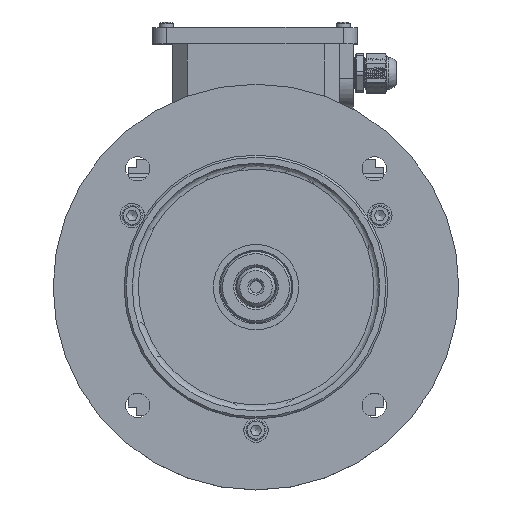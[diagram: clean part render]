
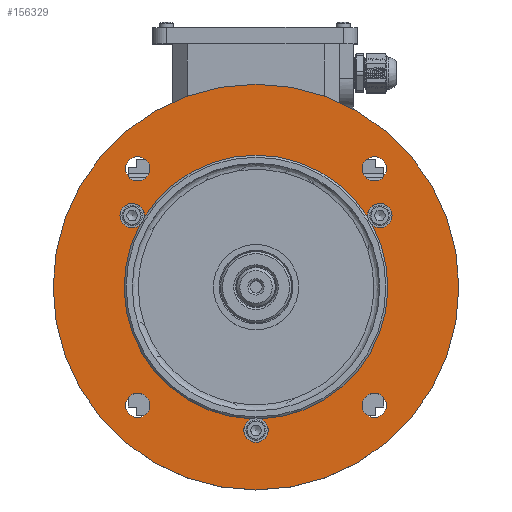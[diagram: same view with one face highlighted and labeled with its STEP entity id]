
A CAD part, top view. The second image highlights one B-rep face of the part: STEP entity #156329.
In plain terms, the highlighted planar face has unit normal (0, 0, 1).
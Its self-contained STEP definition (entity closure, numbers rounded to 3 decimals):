
#156013=CARTESIAN_POINT('',(-38.694,-22.151,-108.891));
#156014=VERTEX_POINT('',#156013);
#156015=CARTESIAN_POINT('',(-38.694,77.849,-108.891));
#156016=DIRECTION('',(0.,0.0,-1.0));
#156017=DIRECTION('',(-0.0,-1.0,-0.0));
#156018=AXIS2_PLACEMENT_3D('',#156015,#156016,#156017);
#156019=CIRCLE('',#156018,100.0);
#156020=EDGE_CURVE('n� 6',#156014,#156014,#156019,.T.);
#156033=CARTESIAN_POINT('',(19.642,130.185,-108.892));
#156034=VERTEX_POINT('',#156033);
#156035=CARTESIAN_POINT('',(19.642,136.185,-108.892));
#156036=DIRECTION('',(0.,-0.0,1.0));
#156037=DIRECTION('',(-0.0,-1.0,-0.0));
#156038=AXIS2_PLACEMENT_3D('',#156035,#156036,#156037);
#156039=CIRCLE('',#156038,6.0);
#156040=EDGE_CURVE('n� 13',#156034,#156034,#156039,.T.);
#156053=CARTESIAN_POINT('',(19.642,13.512,-108.892));
#156054=VERTEX_POINT('',#156053);
#156055=CARTESIAN_POINT('',(19.642,19.512,-108.892));
#156056=DIRECTION('',(0.,-0.0,1.0));
#156057=DIRECTION('',(-0.0,-1.0,-0.0));
#156058=AXIS2_PLACEMENT_3D('',#156055,#156056,#156057);
#156059=CIRCLE('',#156058,6.0);
#156060=EDGE_CURVE('n� 18',#156054,#156054,#156059,.T.);
#156070=CARTESIAN_POINT('',(18.713,108.335,-108.892));
#156071=VERTEX_POINT('',#156070);
#156079=CARTESIAN_POINT('',(-36.392,12.889,-108.891));
#156080=VERTEX_POINT('',#156079);
#156087=CARTESIAN_POINT('',(-38.694,77.849,-108.891));
#156088=DIRECTION('',(0.,-0.0,1.0));
#156089=DIRECTION('',(-0.0,-1.0,-0.0));
#156090=AXIS2_PLACEMENT_3D('',#156087,#156088,#156089);
#156091=CIRCLE('',#156090,65.0);
#156092=EDGE_CURVE('n� 26',#156080,#156071,#156091,.T.);
#156102=CARTESIAN_POINT('',(16.411,112.322,-108.892));
#156103=VERTEX_POINT('',#156102);
#156112=CARTESIAN_POINT('',(22.36,113.099,-108.892));
#156113=DIRECTION('',(0.,-0.0,1.0));
#156114=DIRECTION('',(-0.0,-1.0,-0.0));
#156115=AXIS2_PLACEMENT_3D('',#156112,#156113,#156114);
#156116=CIRCLE('',#156115,6.0);
#156117=EDGE_CURVE('n� 30',#156071,#156103,#156116,.T.);
#156132=CARTESIAN_POINT('',(-93.8,112.322,-108.891));
#156133=VERTEX_POINT('',#156132);
#156134=CARTESIAN_POINT('',(-38.694,77.849,-108.891));
#156135=DIRECTION('',(0.,-0.0,1.0));
#156136=DIRECTION('',(-0.0,-1.0,-0.0));
#156137=AXIS2_PLACEMENT_3D('',#156134,#156135,#156136);
#156138=CIRCLE('',#156137,65.0);
#156139=EDGE_CURVE('n� 34',#156103,#156133,#156138,.T.);
#156155=CARTESIAN_POINT('',(-96.102,108.335,-108.891));
#156156=VERTEX_POINT('',#156155);
#156165=CARTESIAN_POINT('',(-99.749,113.099,-108.891));
#156166=DIRECTION('',(0.,-0.0,1.0));
#156167=DIRECTION('',(-0.0,-1.0,-0.0));
#156168=AXIS2_PLACEMENT_3D('',#156165,#156166,#156167);
#156169=CIRCLE('',#156168,6.0);
#156170=EDGE_CURVE('n� 38',#156133,#156156,#156169,.T.);
#156184=CARTESIAN_POINT('',(-40.997,12.889,-108.891));
#156185=VERTEX_POINT('',#156184);
#156186=CARTESIAN_POINT('',(-38.694,77.849,-108.891));
#156187=DIRECTION('',(0.,-0.0,1.0));
#156188=DIRECTION('',(-0.0,-1.0,-0.0));
#156189=AXIS2_PLACEMENT_3D('',#156186,#156187,#156188);
#156190=CIRCLE('',#156189,65.0);
#156191=EDGE_CURVE('n� 42',#156156,#156185,#156190,.T.);
#156216=CARTESIAN_POINT('',(-38.694,1.349,-108.891));
#156217=VERTEX_POINT('',#156216);
#156218=CARTESIAN_POINT('',(-38.694,7.349,-108.891));
#156219=DIRECTION('',(0.,-0.0,1.0));
#156220=DIRECTION('',(-0.0,-1.0,-0.0));
#156221=AXIS2_PLACEMENT_3D('',#156218,#156219,#156220);
#156222=CIRCLE('',#156221,6.0);
#156223=EDGE_CURVE('n� 46',#156185,#156217,#156222,.T.);
#156241=CARTESIAN_POINT('',(-38.694,7.349,-108.891));
#156242=DIRECTION('',(0.,-0.0,1.0));
#156243=DIRECTION('',(-0.0,-1.0,-0.0));
#156244=AXIS2_PLACEMENT_3D('',#156241,#156242,#156243);
#156245=CIRCLE('',#156244,6.0);
#156246=EDGE_CURVE('n� 49',#156217,#156080,#156245,.T.);
#156263=CARTESIAN_POINT('',(-97.031,130.185,-108.891));
#156264=VERTEX_POINT('',#156263);
#156265=CARTESIAN_POINT('',(-97.031,136.185,-108.891));
#156266=DIRECTION('',(0.,-0.0,1.0));
#156267=DIRECTION('',(-0.0,-1.0,-0.0));
#156268=AXIS2_PLACEMENT_3D('',#156265,#156266,#156267);
#156269=CIRCLE('',#156268,6.0);
#156270=EDGE_CURVE('n� 60',#156264,#156264,#156269,.T.);
#156283=CARTESIAN_POINT('',(-97.031,13.512,-108.891));
#156284=VERTEX_POINT('',#156283);
#156285=CARTESIAN_POINT('',(-97.031,19.512,-108.891));
#156286=DIRECTION('',(0.,-0.0,1.0));
#156287=DIRECTION('',(-0.0,-1.0,-0.0));
#156288=AXIS2_PLACEMENT_3D('',#156285,#156286,#156287);
#156289=CIRCLE('',#156288,6.0);
#156290=EDGE_CURVE('n� 65',#156284,#156284,#156289,.T.);
#156300=ORIENTED_EDGE('',*,*,#156290,.F.);
#156301=EDGE_LOOP('',(#156300));
#156302=FACE_OUTER_BOUND('',#156301,.T.);
#156303=ORIENTED_EDGE('',*,*,#156270,.F.);
#156304=EDGE_LOOP('',(#156303));
#156305=FACE_BOUND('',#156304,.T.);
#156306=ORIENTED_EDGE('',*,*,#156223,.F.);
#156307=ORIENTED_EDGE('',*,*,#156191,.F.);
#156308=ORIENTED_EDGE('',*,*,#156170,.F.);
#156309=ORIENTED_EDGE('',*,*,#156139,.F.);
#156310=ORIENTED_EDGE('',*,*,#156117,.F.);
#156311=ORIENTED_EDGE('',*,*,#156092,.F.);
#156312=ORIENTED_EDGE('',*,*,#156246,.F.);
#156313=EDGE_LOOP('',(#156306,#156307,#156308,#156309,#156310,#156311,#156312));
#156314=FACE_BOUND('',#156313,.T.);
#156315=ORIENTED_EDGE('',*,*,#156060,.F.);
#156316=EDGE_LOOP('',(#156315));
#156317=FACE_BOUND('',#156316,.T.);
#156318=ORIENTED_EDGE('',*,*,#156040,.F.);
#156319=EDGE_LOOP('',(#156318));
#156320=FACE_BOUND('',#156319,.T.);
#156321=ORIENTED_EDGE('',*,*,#156020,.F.);
#156322=EDGE_LOOP('',(#156321));
#156323=FACE_BOUND('',#156322,.T.);
#156324=CARTESIAN_POINT('',(-38.694,177.849,-108.891));
#156325=DIRECTION('',(0.,0.0,-1.0));
#156326=DIRECTION('',(0.0,1.0,0.0));
#156327=AXIS2_PLACEMENT_3D('',#156324,#156325,#156326);
#156328=PLANE('',#156327);
#156329=ADVANCED_FACE('n� 2',(#156302,#156305,#156314,#156317,#156320,#156323),#156328,.F.);
